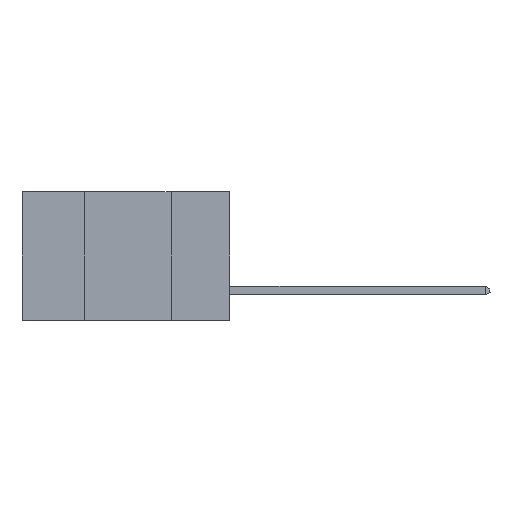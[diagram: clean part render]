
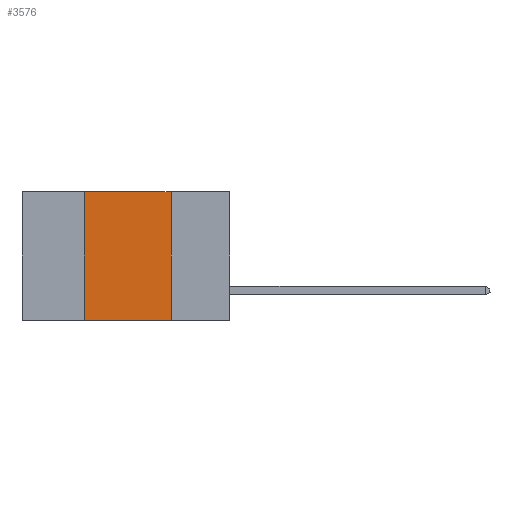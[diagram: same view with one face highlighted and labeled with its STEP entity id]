
A CAD part, left-side view. The second image highlights one B-rep face of the part: STEP entity #3576.
In plain terms, the highlighted planar face has unit normal (-1, 0, 0).
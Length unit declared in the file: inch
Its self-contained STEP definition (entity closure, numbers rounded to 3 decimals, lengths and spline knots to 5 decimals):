
#708 = CARTESIAN_POINT ( 'NONE',  ( 0., 0.17, 0. ) ) ;
#912 = EDGE_CURVE ( 'NONE', #7770, #12883, #5604, .T. ) ;
#1181 = PLANE ( 'NONE',  #25117 ) ;
#1740 = CARTESIAN_POINT ( 'NONE',  ( 0., 0.42, -0.37 ) ) ;
#2989 = DIRECTION ( 'NONE',  ( 0., 0., 1. ) ) ;
#3009 = ORIENTED_EDGE ( 'NONE', *, *, #912, .F. ) ;
#3576 = ADVANCED_FACE ( 'NONE', ( #19958 ), #1181, .F. ) ;
#5202 = ORIENTED_EDGE ( 'NONE', *, *, #18066, .T. ) ;
#5604 = LINE ( 'NONE', #708, #9849 ) ;
#7770 = VERTEX_POINT ( 'NONE', #21751 ) ;
#8219 = CARTESIAN_POINT ( 'NONE',  ( 0., 0.6, 0. ) ) ;
#8840 = CARTESIAN_POINT ( 'NONE',  ( 0., 0.42, 0. ) ) ;
#9704 = VECTOR ( 'NONE', #18734, 39.37008 ) ;
#9849 = VECTOR ( 'NONE', #14207, 39.37008 ) ;
#10196 = VECTOR ( 'NONE', #2989, 39.37008 ) ;
#10283 = EDGE_CURVE ( 'NONE', #25017, #7770, #23613, .T. ) ;
#12586 = DIRECTION ( 'NONE',  ( 1., 0., 0. ) ) ;
#12883 = VERTEX_POINT ( 'NONE', #23107 ) ;
#13017 = ORIENTED_EDGE ( 'NONE', *, *, #10283, .F. ) ;
#14047 = EDGE_CURVE ( 'NONE', #25524, #25017, #28947, .T. ) ;
#14207 = DIRECTION ( 'NONE',  ( 0., 0., -1. ) ) ;
#17607 = VECTOR ( 'NONE', #20811, 39.37008 ) ;
#18065 = EDGE_LOOP ( 'NONE', ( #3009, #13017, #25304, #5202 ) ) ;
#18066 = EDGE_CURVE ( 'NONE', #25524, #12883, #25963, .T. ) ;
#18526 = CARTESIAN_POINT ( 'NONE',  ( 0., 0.6, -0.37 ) ) ;
#18734 = DIRECTION ( 'NONE',  ( 0., -1., 0. ) ) ;
#19958 = FACE_OUTER_BOUND ( 'NONE', #18065, .T. ) ;
#20811 = DIRECTION ( 'NONE',  ( 0., -1., 0. ) ) ;
#21751 = CARTESIAN_POINT ( 'NONE',  ( 0., 0.17, 0. ) ) ;
#22979 = CARTESIAN_POINT ( 'NONE',  ( 0., 0.6, 0. ) ) ;
#23107 = CARTESIAN_POINT ( 'NONE',  ( 0., 0.17, -0.37 ) ) ;
#23613 = LINE ( 'NONE', #22979, #17607 ) ;
#24255 = DIRECTION ( 'NONE',  ( 0., 0., -1. ) ) ;
#25017 = VERTEX_POINT ( 'NONE', #8840 ) ;
#25117 = AXIS2_PLACEMENT_3D ( 'NONE', #8219, #12586, #24255 ) ;
#25304 = ORIENTED_EDGE ( 'NONE', *, *, #14047, .F. ) ;
#25524 = VERTEX_POINT ( 'NONE', #1740 ) ;
#25963 = LINE ( 'NONE', #18526, #9704 ) ;
#27414 = CARTESIAN_POINT ( 'NONE',  ( 0., 0.42, 0. ) ) ;
#28947 = LINE ( 'NONE', #27414, #10196 ) ;
